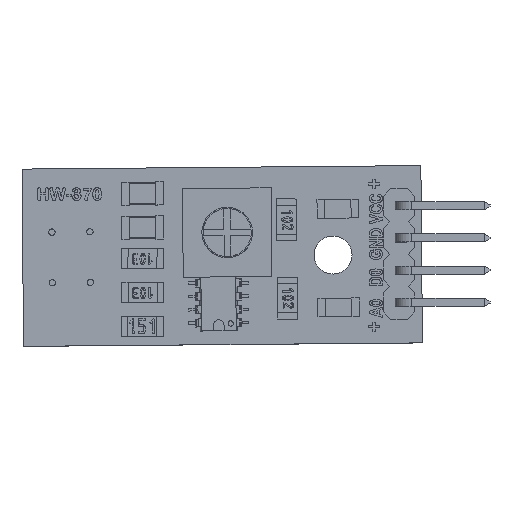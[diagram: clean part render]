
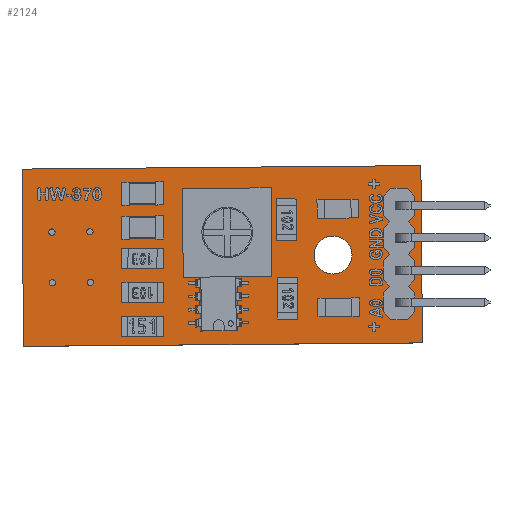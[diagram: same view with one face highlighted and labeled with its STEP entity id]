
A CAD part, top view. The second image highlights one B-rep face of the part: STEP entity #2124.
In plain terms, the highlighted planar face has unit normal (0, 0, 1).
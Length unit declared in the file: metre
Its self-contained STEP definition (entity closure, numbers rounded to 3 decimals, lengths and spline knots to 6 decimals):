
#2124=ADVANCED_FACE('31:469',(#3888,#3889),#3890,.F.);
#3888=FACE_OUTER_BOUND('',#6398,.T.);
#3889=FACE_BOUND('',#6399,.T.);
#3890=PLANE('',#6400);
#6398=EDGE_LOOP('',(#12705,#12706,#12707,#12708));
#6399=EDGE_LOOP('',(#12709,#12710));
#6400=AXIS2_PLACEMENT_3D('',#12711,#12712,#12713);
#12705=ORIENTED_EDGE('',*,*,#19882,.F.);
#12706=ORIENTED_EDGE('',*,*,#19883,.F.);
#12707=ORIENTED_EDGE('',*,*,#19884,.F.);
#12708=ORIENTED_EDGE('',*,*,#19885,.F.);
#12709=ORIENTED_EDGE('',*,*,#19886,.F.);
#12710=ORIENTED_EDGE('',*,*,#19876,.F.);
#12711=CARTESIAN_POINT('',(-0.000061,0.014059,0.00527));
#12712=DIRECTION('',(0.,0.,-1.0));
#12713=DIRECTION('',(1.,0.009,0.));
#19876=EDGE_CURVE('31:514',#23702,#23698,#23704,.F.);
#19882=EDGE_CURVE('31:502',#23714,#23715,#23716,.T.);
#19883=EDGE_CURVE('31:505',#23717,#23714,#23718,.T.);
#19884=EDGE_CURVE('31:508',#23719,#23717,#23720,.T.);
#19885=EDGE_CURVE('31:511',#23715,#23719,#23721,.T.);
#19886=EDGE_CURVE('31:514',#23698,#23702,#23722,.F.);
#23698=VERTEX_POINT('',#30365);
#23702=VERTEX_POINT('',#30370);
#23704=CIRCLE('',#30373,0.0015);
#23714=VERTEX_POINT('',#30387);
#23715=VERTEX_POINT('',#30388);
#23716=LINE('',#30389,#30390);
#23717=VERTEX_POINT('',#30391);
#23718=LINE('',#30392,#30393);
#23719=VERTEX_POINT('',#30394);
#23720=LINE('',#30395,#30396);
#23721=LINE('',#30397,#30398);
#23722=CIRCLE('',#30399,0.0015);
#30365=CARTESIAN_POINT('',(0.022999,0.00726,0.00527));
#30370=CARTESIAN_POINT('',(0.025999,0.007287,0.00527));
#30373=AXIS2_PLACEMENT_3D('',#37339,#37340,#37341);
#30387=CARTESIAN_POINT('',(-0.000061,0.014059,0.00527));
#30388=CARTESIAN_POINT('',(0.031437,0.014334,0.00527));
#30389=CARTESIAN_POINT('',(-0.000061,0.014059,0.00527));
#30390=VECTOR('',#37349,1.0);
#30391=CARTESIAN_POINT('',(0.000061,0.00006,0.00527));
#30392=CARTESIAN_POINT('',(0.000061,0.00006,0.00527));
#30393=VECTOR('',#37350,1.0);
#30394=CARTESIAN_POINT('',(0.03156,0.000335,0.00527));
#30395=CARTESIAN_POINT('',(0.03156,0.000335,0.00527));
#30396=VECTOR('',#37351,1.0);
#30397=CARTESIAN_POINT('',(0.031437,0.014334,0.00527));
#30398=VECTOR('',#37352,1.0);
#30399=AXIS2_PLACEMENT_3D('',#37353,#37354,#37355);
#37339=CARTESIAN_POINT('',(0.024499,0.007273,0.00527));
#37340=DIRECTION('',(0.,0.,-1.0));
#37341=DIRECTION('',(1.,0.009,0.));
#37349=DIRECTION('',(1.,0.009,0.));
#37350=DIRECTION('',(-0.009,1.,0.));
#37351=DIRECTION('',(-1.,-0.009,0.));
#37352=DIRECTION('',(0.009,-1.,0.));
#37353=CARTESIAN_POINT('',(0.024499,0.007273,0.00527));
#37354=DIRECTION('',(0.,0.,-1.0));
#37355=DIRECTION('',(1.,0.009,0.));
